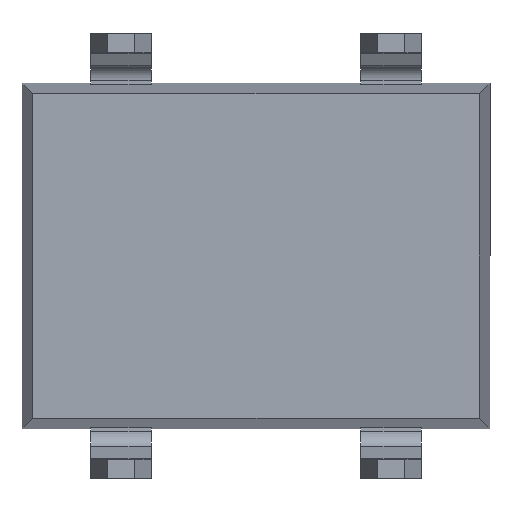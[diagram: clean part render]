
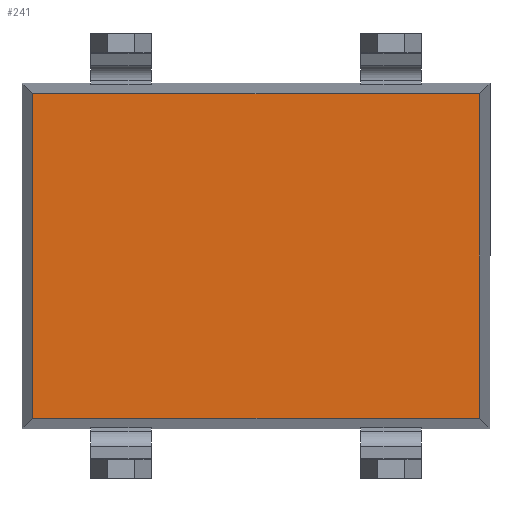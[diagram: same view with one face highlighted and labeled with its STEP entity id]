
A CAD part, front view. The second image highlights one B-rep face of the part: STEP entity #241.
In plain terms, the highlighted planar face has unit normal (0, -1, 0).
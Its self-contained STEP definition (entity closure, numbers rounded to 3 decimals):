
#15 = VECTOR ( 'NONE', #767, 1000. ) ;
#189 = DIRECTION ( 'NONE',  ( 0., 0., -1. ) ) ;
#203 = CARTESIAN_POINT ( 'NONE',  ( -1.657, 1.27, -7.048 ) ) ;
#241 = ADVANCED_FACE ( 'NONE', ( #12645 ), #2881, .F. ) ;
#767 = DIRECTION ( 'NONE',  ( 1., 0., 0. ) ) ;
#980 = LINE ( 'NONE', #4003, #15 ) ;
#2253 = VECTOR ( 'NONE', #189, 1000. ) ;
#2272 = EDGE_CURVE ( 'NONE', #10369, #12607, #11345, .T. ) ;
#2490 = LINE ( 'NONE', #5689, #3211 ) ;
#2881 = PLANE ( 'NONE',  #19212 ) ;
#3211 = VECTOR ( 'NONE', #12056, 1000. ) ;
#4003 = CARTESIAN_POINT ( 'NONE',  ( 0., 1.27, -7.048 ) ) ;
#4278 = EDGE_LOOP ( 'NONE', ( #17216, #16938, #14334, #4734 ) ) ;
#4315 = CARTESIAN_POINT ( 'NONE',  ( -1.657, 1.27, -0.953 ) ) ;
#4420 = CARTESIAN_POINT ( 'NONE',  ( 0., 1.27, -0.953 ) ) ;
#4734 = ORIENTED_EDGE ( 'NONE', *, *, #16584, .T. ) ;
#4819 = EDGE_CURVE ( 'NONE', #17062, #14201, #2490, .T. ) ;
#5398 = CARTESIAN_POINT ( 'NONE',  ( 6.737, 1.27, -7.048 ) ) ;
#5689 = CARTESIAN_POINT ( 'NONE',  ( 6.737, 1.27, 0. ) ) ;
#5857 = DIRECTION ( 'NONE',  ( -1., 0., 0. ) ) ;
#7531 = LINE ( 'NONE', #4420, #8813 ) ;
#7917 = CARTESIAN_POINT ( 'NONE',  ( -1.657, 1.27, 0. ) ) ;
#8813 = VECTOR ( 'NONE', #5857, 1000. ) ;
#8827 = CARTESIAN_POINT ( 'NONE',  ( 6.737, 1.27, -0.953 ) ) ;
#10329 = EDGE_CURVE ( 'NONE', #14201, #10369, #7531, .T. ) ;
#10369 = VERTEX_POINT ( 'NONE', #4315 ) ;
#11345 = LINE ( 'NONE', #7917, #2253 ) ;
#12056 = DIRECTION ( 'NONE',  ( 0., 0., 1. ) ) ;
#12607 = VERTEX_POINT ( 'NONE', #203 ) ;
#12645 = FACE_OUTER_BOUND ( 'NONE', #4278, .T. ) ;
#14021 = DIRECTION ( 'NONE',  ( 0., 0., 1. ) ) ;
#14201 = VERTEX_POINT ( 'NONE', #8827 ) ;
#14334 = ORIENTED_EDGE ( 'NONE', *, *, #2272, .T. ) ;
#15579 = DIRECTION ( 'NONE',  ( 0., 1., 0. ) ) ;
#16584 = EDGE_CURVE ( 'NONE', #12607, #17062, #980, .T. ) ;
#16938 = ORIENTED_EDGE ( 'NONE', *, *, #10329, .T. ) ;
#17062 = VERTEX_POINT ( 'NONE', #5398 ) ;
#17216 = ORIENTED_EDGE ( 'NONE', *, *, #4819, .T. ) ;
#18923 = CARTESIAN_POINT ( 'NONE',  ( 0., 1.27, 0. ) ) ;
#19212 = AXIS2_PLACEMENT_3D ( 'NONE', #18923, #15579, #14021 ) ;
